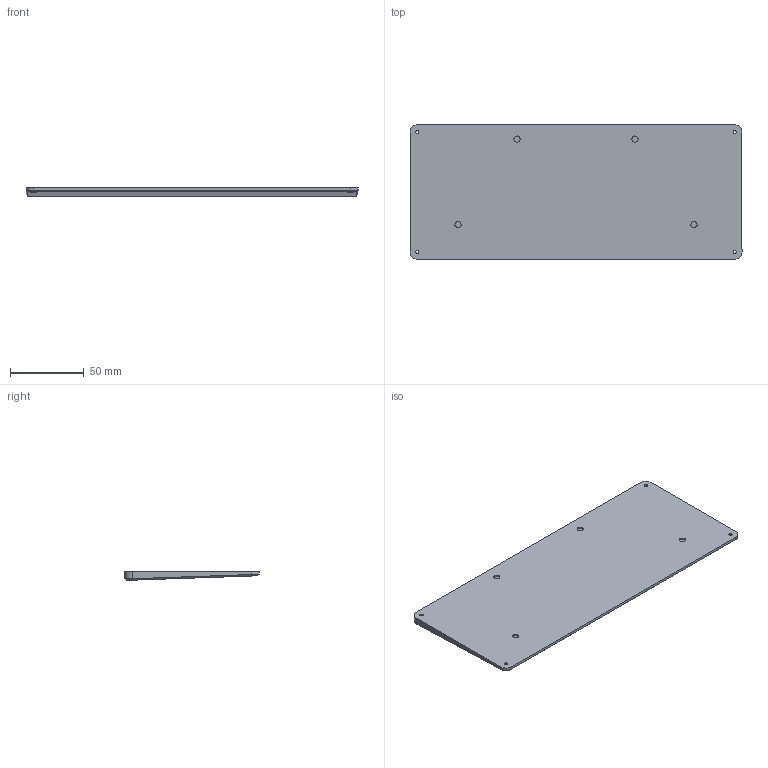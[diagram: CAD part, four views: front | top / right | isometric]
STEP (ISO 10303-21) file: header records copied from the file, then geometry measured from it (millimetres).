
FILE_DESCRIPTION(/* description */ ('STEP AP242','CAx-IF Rec.Pracs.---Representation and Presentation of Product Manufacturing Information (PMI)---4.0---2014-10-13'),/* implementation_level */ '2;1');
FILE_NAME(/* name */ 'm2x4 1425 Le Oeuf Case Bottom.step',/* time_stamp */ '2025-01-02T18:38:04-08:00',/* author */ (''),/* organization */ (''),/* preprocessor_version */ 'ST-DEVELOPER v20',/* originating_system */ 'Autodesk Translation Framework v13.20.0.188',/* authorisation */ '');
FILE_SCHEMA (('AP242_MANAGED_MODEL_BASED_3D_ENGINEERING_MIM_LF { 1 0 10303 442 1 1 4 }'));
Length unit declared in the file: millimetre
Products named in the file (1): le oeuf case
Bounding box: 225.12 x 91.15 x 5.95 mm (x, y, z)
Volume: 89455.2 mm3; surface area: 43613.4 mm2
Topology: 1 solids, 1 shells, 42 faces, 88 edges, 56 vertices
Faces by surface type: plane 18, cylinder 16, bspline 8
Full cylindrical faces by diameter (mm): 2.2 x4, 4.2 x8
Entity records: 1372 total; most frequent: CARTESIAN_POINT 391, ORIENTED_EDGE 176, DIRECTION 170, EDGE_CURVE 88, AXIS2_PLACEMENT_3D 63, EDGE_LOOP 58, VERTEX_POINT 56, LINE 44
